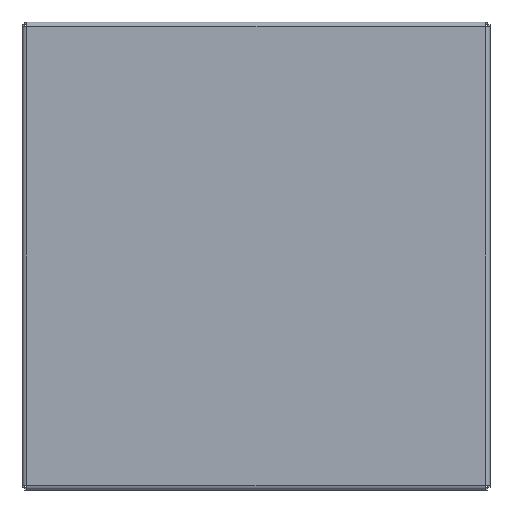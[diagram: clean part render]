
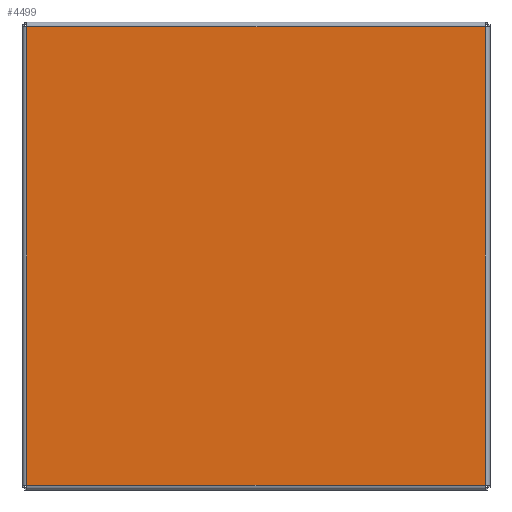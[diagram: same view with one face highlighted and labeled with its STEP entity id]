
A CAD part, front view. The second image highlights one B-rep face of the part: STEP entity #4499.
In plain terms, the highlighted planar face has unit normal (0, -1, 0).
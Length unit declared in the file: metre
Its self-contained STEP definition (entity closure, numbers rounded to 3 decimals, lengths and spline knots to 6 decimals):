
#648=ORIENTED_EDGE('',*,*,#1648,.F.);
#649=ORIENTED_EDGE('',*,*,#1649,.T.);
#650=ORIENTED_EDGE('',*,*,#1650,.T.);
#651=ORIENTED_EDGE('',*,*,#1651,.F.);
#1648=EDGE_CURVE('',#2148,#2149,#2604,.T.);
#1649=EDGE_CURVE('',#2148,#2150,#2605,.T.);
#1650=EDGE_CURVE('',#2150,#2151,#2606,.T.);
#1651=EDGE_CURVE('',#2149,#2151,#2607,.T.);
#2148=VERTEX_POINT('',#6841);
#2149=VERTEX_POINT('',#6842);
#2150=VERTEX_POINT('',#6844);
#2151=VERTEX_POINT('',#6846);
#2604=LINE('',#6840,#2688);
#2605=LINE('',#6843,#2689);
#2606=LINE('',#6845,#2690);
#2607=LINE('',#6847,#2691);
#2688=VECTOR('',#5429,1.);
#2689=VECTOR('',#5430,1.);
#2690=VECTOR('',#5431,1.);
#2691=VECTOR('',#5432,1.);
#2769=EDGE_LOOP('',(#648,#649,#650,#651));
#3615=FACE_BOUND('',#2769,.T.);
#4461=PLANE('',#4758);
#4499=ADVANCED_FACE('',(#3615),#4461,.T.);
#4758=AXIS2_PLACEMENT_3D('',#6839,#5427,#5428);
#5427=DIRECTION('',(0.,-1.,0.));
#5428=DIRECTION('',(1.,0.,0.));
#5429=DIRECTION('',(0.,0.,1.));
#5430=DIRECTION('',(1.,0.,0.));
#5431=DIRECTION('',(0.,0.,1.));
#5432=DIRECTION('',(1.,0.,0.));
#6839=CARTESIAN_POINT('',(0.2,-0.002,0.2));
#6840=CARTESIAN_POINT('',(0.002,-0.002,0.2));
#6841=CARTESIAN_POINT('',(0.002,-0.002,0.002));
#6842=CARTESIAN_POINT('',(0.002,-0.002,0.398));
#6843=CARTESIAN_POINT('',(0.2,-0.002,0.002));
#6844=CARTESIAN_POINT('',(0.398,-0.002,0.002));
#6845=CARTESIAN_POINT('',(0.398,-0.002,0.2));
#6846=CARTESIAN_POINT('',(0.398,-0.002,0.398));
#6847=CARTESIAN_POINT('',(0.2,-0.002,0.398));
